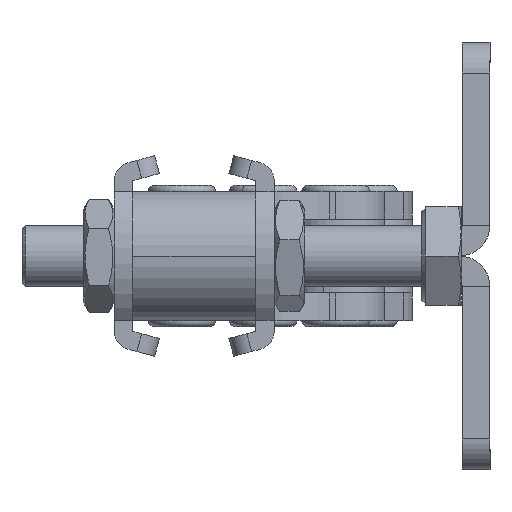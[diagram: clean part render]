
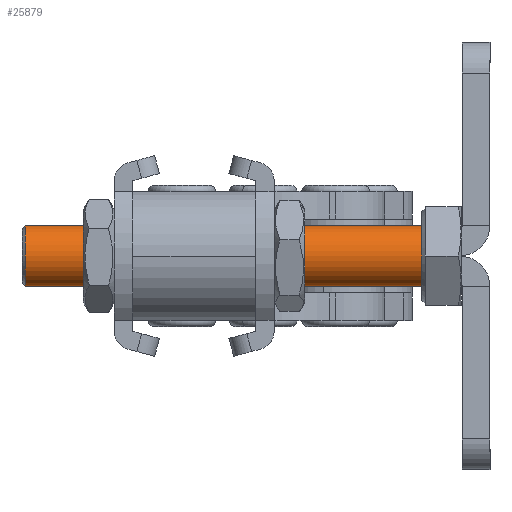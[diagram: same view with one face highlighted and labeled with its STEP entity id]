
A CAD part, left-side view. The second image highlights one B-rep face of the part: STEP entity #25879.
In plain terms, the highlighted cylindrical face has radius 5 mm (diameter 10 mm), a partial arc.
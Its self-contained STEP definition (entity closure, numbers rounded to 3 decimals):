
#3974 = AXIS2_PLACEMENT_3D ( 'NONE', #8148, #8149, #8150 ) ;
#3975 = AXIS2_PLACEMENT_3D ( 'NONE', #8153, #8154, #8155 ) ;
#6526 = CARTESIAN_POINT ( 'NONE',  ( 71.4, 0., -5. ) ) ;
#6537 = DIRECTION ( 'NONE',  ( -1., 0., 0. ) ) ;
#7132 = LINE ( 'NONE', #6526, #7137 ) ;
#7137 = VECTOR ( 'NONE', #6537, 1000. ) ;
#7309 = CIRCLE ( 'NONE', #3974, 5. ) ;
#7315 = CIRCLE ( 'NONE', #3975, 5. ) ;
#7426 = LINE ( 'NONE', #8398, #7431 ) ;
#7431 = VECTOR ( 'NONE', #8392, 1000. ) ;
#8148 = CARTESIAN_POINT ( 'NONE',  ( 6.4, 0., 0. ) ) ;
#8149 = DIRECTION ( 'NONE',  ( 1., 0., 0. ) ) ;
#8150 = DIRECTION ( 'NONE',  ( 0., 0., 1. ) ) ;
#8153 = CARTESIAN_POINT ( 'NONE',  ( 70.9, 0., 0. ) ) ;
#8154 = DIRECTION ( 'NONE',  ( -1., 0., 0. ) ) ;
#8155 = DIRECTION ( 'NONE',  ( 0., 0., -1. ) ) ;
#8392 = DIRECTION ( 'NONE',  ( -1., 0., 0. ) ) ;
#8398 = CARTESIAN_POINT ( 'NONE',  ( 71.4, 0., 5. ) ) ;
#21462 = CARTESIAN_POINT ( 'NONE',  ( 70.9, 0., -5. ) ) ;
#21508 = CARTESIAN_POINT ( 'NONE',  ( 70.9, 0., 5. ) ) ;
#21648 = CARTESIAN_POINT ( 'NONE',  ( 6.4, 0., -5. ) ) ;
#21861 = CARTESIAN_POINT ( 'NONE',  ( 6.4, 0., 5. ) ) ;
#25879 = ADVANCED_FACE ( 'NONE', ( #40667 ), #40645, .T. ) ;
#28611 = ORIENTED_EDGE ( 'NONE', *, *, #30815, .T. ) ;
#28628 = ORIENTED_EDGE ( 'NONE', *, *, #30813, .T. ) ;
#28648 = ORIENTED_EDGE ( 'NONE', *, *, #30956, .F. ) ;
#28662 = ORIENTED_EDGE ( 'NONE', *, *, #30655, .T. ) ;
#30655 = EDGE_CURVE ( 'NONE', #43698, #43907, #7132, .T. ) ;
#30813 = EDGE_CURVE ( 'NONE', #43907, #44138, #7309, .T. ) ;
#30815 = EDGE_CURVE ( 'NONE', #43752, #43698, #7315, .T. ) ;
#30956 = EDGE_CURVE ( 'NONE', #43752, #44138, #7426, .T. ) ;
#33650 = EDGE_LOOP ( 'NONE', ( #28611, #28662, #28628, #28648 ) ) ;
#40645 = CYLINDRICAL_SURFACE ( 'NONE', #49193, 5. ) ;
#40667 = FACE_OUTER_BOUND ( 'NONE', #33650, .T. ) ;
#43698 = VERTEX_POINT ( 'NONE', #21462 ) ;
#43752 = VERTEX_POINT ( 'NONE', #21508 ) ;
#43907 = VERTEX_POINT ( 'NONE', #21648 ) ;
#44138 = VERTEX_POINT ( 'NONE', #21861 ) ;
#49193 = AXIS2_PLACEMENT_3D ( 'NONE', #49880, #49878, #49872 ) ;
#49872 = DIRECTION ( 'NONE',  ( 0., 0., 1. ) ) ;
#49878 = DIRECTION ( 'NONE',  ( -1., 0., 0. ) ) ;
#49880 = CARTESIAN_POINT ( 'NONE',  ( 71.4, 0., 0. ) ) ;
